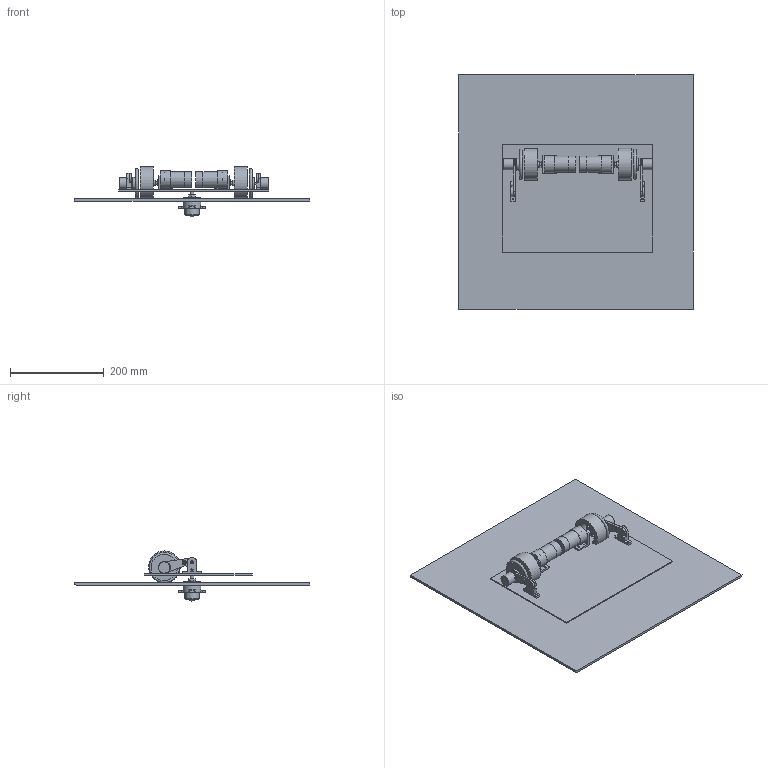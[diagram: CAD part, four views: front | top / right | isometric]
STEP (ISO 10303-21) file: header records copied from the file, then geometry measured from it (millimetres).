
FILE_DESCRIPTION(/* description */ (''),/* implementation_level */ '2;1');
FILE_NAME(/* name */ 'Baseplate_v18.step',/* time_stamp */ '2023-05-19T17:29:37+02:00',/* author */ (''),/* organization */ (''),/* preprocessor_version */ 'ST-DEVELOPER v19.2',/* originating_system */ 'Autodesk Translation Framework v12.4.0.73',/* authorisation */ '');
FILE_SCHEMA (('AUTOMOTIVE_DESIGN { 1 0 10303 214 3 1 1 }'));
Length unit declared in the file: millimetre
Products named in the file (35): Baseplate; ground; Baseplate_1; motor ssembly test v5; Motor; Component1; Component1 (1); wheel mockup v3; hub; Wheel; motor ssembly test v5 (1); Motor (1); Component1 (2); Component1 (1) (1); wheel mockup v3 (1); hub (1); Wheel (1); Encoder holder v1 v11; Stator; Rotor; Encoder; encoder wheel v3; hub (2); wheel_1; Encoder holder v1 v11(Mirror); Stator(Mirror); Rotor(Mirror) (1); Encoder(Mirror); encoder wheel v3(Mirror); hub (2)(Mirror); wheel(Mirror); Ball system v12; Ball unit; Ball support; Nut
Assembly tree (35 placements, depth 4):
  Baseplate
    ground
    Baseplate_1
    motor ssembly test v5
      Motor
      Component1
      Component1 (1)
      wheel mockup v3
        hub
        Wheel
    motor ssembly test v5 (1)
      Motor (1)
      Component1 (2)
      Component1 (1) (1)
      wheel mockup v3 (1)
        hub (1)
        Wheel (1)
    Encoder holder v1 v11
      Stator
      Rotor
      Encoder
      encoder wheel v3
        hub (2)
        wheel_1
    Encoder holder v1 v11(Mirror)
      Stator(Mirror)
      Rotor(Mirror) (1)
      Encoder(Mirror)
      encoder wheel v3(Mirror)
        hub (2)(Mirror)
        wheel(Mirror)
    Ball system v12
      Ball unit
      Ball support
      Nut  x2
Bounding box: 500.82 x 500.82 x 106.5 mm (x, y, z)
Volume: 1798376.3 mm3; surface area: 799592.8 mm2
Topology: 26 solids, 26 shells, 536 faces, 1378 edges, 900 vertices
Faces by surface type: plane 333, cylinder 139, cone 58, torus 5, sphere 1
Full cylindrical faces by diameter (mm): 3 x18, 3.4 x22, 3.5 x8, 4 x6, 4.5 x2, 6 x4, 6.779 x2, 7.866 x1, 9 x1, 9.4 x2, 11.5 x2, 12 x6, 13 x2, 16 x2, 22 x2, 24 x4, 26 x2, 30 x1, 32 x1, 33.98 x2, 34 x2, 37 x2, 38 x1, 44.5 x2, 51.5 x4, 56 x4, 67.5 x2
Entity records: 17409 total; most frequent: CARTESIAN_POINT 3072, DIRECTION 2922, ORIENTED_EDGE 2714, EDGE_CURVE 1357, AXIS2_PLACEMENT_3D 1072, VERTEX_POINT 886, LINE 778, VECTOR 778
